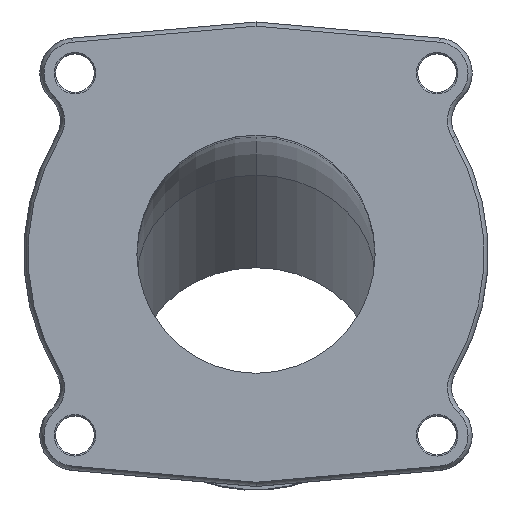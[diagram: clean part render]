
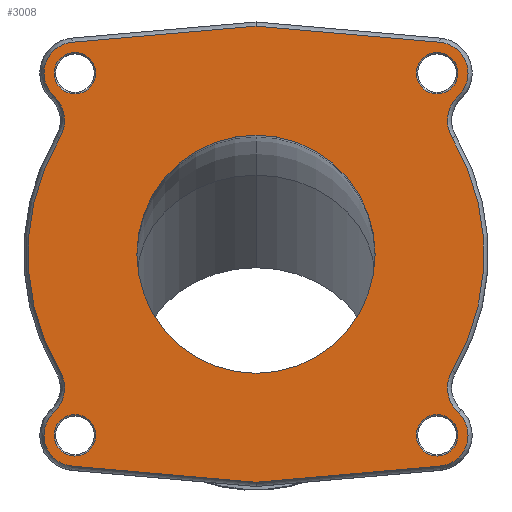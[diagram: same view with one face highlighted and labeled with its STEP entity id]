
A CAD part, top view. The second image highlights one B-rep face of the part: STEP entity #3008.
In plain terms, the highlighted planar face has unit normal (0, 0, 1).
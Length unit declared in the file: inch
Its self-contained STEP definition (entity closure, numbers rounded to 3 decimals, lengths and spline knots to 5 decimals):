
#41=CARTESIAN_POINT('',(0.,0.,-0.067));
#42=DIRECTION('',(0.,0.,-1.));
#43=DIRECTION('',(0.,1.,0.));
#44=AXIS2_PLACEMENT_3D('',#41,#42,#43);
#94=CARTESIAN_POINT('',(0.,0.,-0.067));
#95=DIRECTION('',(0.,0.,-1.));
#96=DIRECTION('',(0.,-1.,0.));
#97=AXIS2_PLACEMENT_3D('',#94,#95,#96);
#123=CARTESIAN_POINT('',(-1.90035,-1.90035,-0.067));
#124=DIRECTION('',(0.,0.,-1.));
#125=DIRECTION('',(1.,0.,0.));
#126=AXIS2_PLACEMENT_3D('',#123,#124,#125);
#128=CARTESIAN_POINT('',(-1.90035,-1.90035,-0.067));
#129=DIRECTION('',(0.,0.,-1.));
#130=DIRECTION('',(-1.,0.,0.));
#131=AXIS2_PLACEMENT_3D('',#128,#129,#130);
#133=CARTESIAN_POINT('',(1.90035,-1.90035,-0.067));
#134=DIRECTION('',(0.,0.,-1.));
#135=DIRECTION('',(1.,0.,0.));
#136=AXIS2_PLACEMENT_3D('',#133,#134,#135);
#138=CARTESIAN_POINT('',(1.90035,-1.90035,-0.067));
#139=DIRECTION('',(0.,0.,-1.));
#140=DIRECTION('',(-1.,0.,0.));
#141=AXIS2_PLACEMENT_3D('',#138,#139,#140);
#143=CARTESIAN_POINT('',(1.90035,1.90035,-0.067));
#144=DIRECTION('',(0.,0.,-1.));
#145=DIRECTION('',(-1.,0.,0.));
#146=AXIS2_PLACEMENT_3D('',#143,#144,#145);
#148=CARTESIAN_POINT('',(1.90035,1.90035,-0.067));
#149=DIRECTION('',(0.,0.,-1.));
#150=DIRECTION('',(1.,0.,0.));
#151=AXIS2_PLACEMENT_3D('',#148,#149,#150);
#153=CARTESIAN_POINT('',(-1.90035,1.90035,-0.067));
#154=DIRECTION('',(0.,0.,-1.));
#155=DIRECTION('',(-1.,0.,0.));
#156=AXIS2_PLACEMENT_3D('',#153,#154,#155);
#158=CARTESIAN_POINT('',(-1.90035,1.90035,-0.067));
#159=DIRECTION('',(0.,0.,-1.));
#160=DIRECTION('',(1.,0.,0.));
#161=AXIS2_PLACEMENT_3D('',#158,#159,#160);
#163=DIRECTION('',(0.996,0.087,0.));
#164=VECTOR('',#163,1.9361);
#165=CARTESIAN_POINT('',(0.,-2.39348,-0.067));
#166=LINE('',#165,#164);
#167=CARTESIAN_POINT('',(1.90035,-1.90035,-0.067));
#168=DIRECTION('',(0.,0.,1.));
#169=DIRECTION('',(0.087,-0.996,0.));
#170=AXIS2_PLACEMENT_3D('',#167,#168,#169);
#177=CARTESIAN_POINT('',(2.36582,-1.40192,-0.067));
#178=DIRECTION('',(0.,0.,1.));
#179=DIRECTION('',(-0.86,0.51,0.));
#180=AXIS2_PLACEMENT_3D('',#177,#178,#179);
#187=CARTESIAN_POINT('',(0.,0.,-0.067));
#188=DIRECTION('',(0.,0.,1.));
#189=DIRECTION('',(0.86,-0.51,0.));
#190=AXIS2_PLACEMENT_3D('',#187,#188,#189);
#197=CARTESIAN_POINT('',(2.36582,1.40192,-0.067));
#198=DIRECTION('',(0.,0.,1.));
#199=DIRECTION('',(-0.683,0.731,0.));
#200=AXIS2_PLACEMENT_3D('',#197,#198,#199);
#207=CARTESIAN_POINT('',(1.90035,1.90035,-0.067));
#208=DIRECTION('',(0.,0.,1.));
#209=DIRECTION('',(0.683,-0.731,0.));
#210=AXIS2_PLACEMENT_3D('',#207,#208,#209);
#217=DIRECTION('',(-0.996,0.087,0.));
#218=VECTOR('',#217,1.9361);
#219=CARTESIAN_POINT('',(1.92873,2.22474,-0.067));
#220=LINE('',#219,#218);
#233=DIRECTION('',(-0.996,-0.087,0.));
#234=VECTOR('',#233,1.9361);
#235=CARTESIAN_POINT('',(0.,2.39348,-0.067));
#236=LINE('',#235,#234);
#237=CARTESIAN_POINT('',(-1.90035,1.90035,-0.067));
#238=DIRECTION('',(0.,0.,1.));
#239=DIRECTION('',(-0.087,0.996,0.));
#240=AXIS2_PLACEMENT_3D('',#237,#238,#239);
#247=CARTESIAN_POINT('',(-2.36582,1.40192,-0.067));
#248=DIRECTION('',(0.,0.,1.));
#249=DIRECTION('',(0.86,-0.51,0.));
#250=AXIS2_PLACEMENT_3D('',#247,#248,#249);
#257=CARTESIAN_POINT('',(0.,0.,-0.067));
#258=DIRECTION('',(0.,0.,1.));
#259=DIRECTION('',(-0.86,0.51,0.));
#260=AXIS2_PLACEMENT_3D('',#257,#258,#259);
#267=CARTESIAN_POINT('',(-2.36582,-1.40192,-0.067));
#268=DIRECTION('',(0.,0.,1.));
#269=DIRECTION('',(0.683,-0.731,0.));
#270=AXIS2_PLACEMENT_3D('',#267,#268,#269);
#277=CARTESIAN_POINT('',(-1.90035,-1.90035,-0.067));
#278=DIRECTION('',(0.,0.,1.));
#279=DIRECTION('',(-0.683,0.731,0.));
#280=AXIS2_PLACEMENT_3D('',#277,#278,#279);
#287=DIRECTION('',(0.996,-0.087,0.));
#288=VECTOR('',#287,1.9361);
#289=CARTESIAN_POINT('',(-1.92873,-2.22474,-0.067));
#290=LINE('',#289,#288);
#2671=CARTESIAN_POINT('',(0.,-2.39348,-0.067));
#2672=CARTESIAN_POINT('',(1.92873,-2.22474,-0.067));
#2673=VERTEX_POINT('',#2671);
#2674=VERTEX_POINT('',#2672);
#2675=CARTESIAN_POINT('',(2.1226,-1.66236,-0.067));
#2676=VERTEX_POINT('',#2675);
#2677=CARTESIAN_POINT('',(2.05926,-1.22026,-0.067));
#2678=VERTEX_POINT('',#2677);
#2679=CARTESIAN_POINT('',(2.05926,1.22026,-0.067));
#2680=VERTEX_POINT('',#2679);
#2681=CARTESIAN_POINT('',(2.1226,1.66236,-0.067));
#2682=VERTEX_POINT('',#2681);
#2683=CARTESIAN_POINT('',(1.92873,2.22474,-0.067));
#2684=VERTEX_POINT('',#2683);
#2685=CARTESIAN_POINT('',(0.,2.39348,-0.067));
#2686=VERTEX_POINT('',#2685);
#2687=CARTESIAN_POINT('',(-1.92873,2.22474,-0.067));
#2688=VERTEX_POINT('',#2687);
#2689=CARTESIAN_POINT('',(-2.1226,1.66236,-0.067));
#2690=VERTEX_POINT('',#2689);
#2691=CARTESIAN_POINT('',(-2.05926,1.22026,-0.067));
#2692=VERTEX_POINT('',#2691);
#2693=CARTESIAN_POINT('',(-2.05926,-1.22026,-0.067));
#2694=VERTEX_POINT('',#2693);
#2695=CARTESIAN_POINT('',(-2.1226,-1.66236,-0.067));
#2696=VERTEX_POINT('',#2695);
#2697=CARTESIAN_POINT('',(-1.92873,-2.22474,-0.067));
#2698=VERTEX_POINT('',#2697);
#2699=CARTESIAN_POINT('',(0.,1.25,-0.067));
#2700=CARTESIAN_POINT('',(0.,-1.25,-0.067));
#2701=VERTEX_POINT('',#2699);
#2702=VERTEX_POINT('',#2700);
#2727=CARTESIAN_POINT('',(-1.68235,-1.90035,-0.067));
#2728=CARTESIAN_POINT('',(-2.11835,-1.90035,-0.067));
#2729=VERTEX_POINT('',#2727);
#2730=VERTEX_POINT('',#2728);
#2735=CARTESIAN_POINT('',(2.11835,-1.90035,-0.067));
#2736=CARTESIAN_POINT('',(1.68235,-1.90035,-0.067));
#2737=VERTEX_POINT('',#2735);
#2738=VERTEX_POINT('',#2736);
#2743=CARTESIAN_POINT('',(1.68235,1.90035,-0.067));
#2744=CARTESIAN_POINT('',(2.11835,1.90035,-0.067));
#2745=VERTEX_POINT('',#2743);
#2746=VERTEX_POINT('',#2744);
#2751=CARTESIAN_POINT('',(-2.11835,1.90035,-0.067));
#2752=CARTESIAN_POINT('',(-1.68235,1.90035,-0.067));
#2753=VERTEX_POINT('',#2751);
#2754=VERTEX_POINT('',#2752);
#2945=CARTESIAN_POINT('',(2.925,-2.4375,-0.067));
#2946=DIRECTION('',(0.,0.,-1.));
#2947=DIRECTION('',(0.,1.,0.));
#2948=AXIS2_PLACEMENT_3D('',#2945,#2946,#2947);
#2949=PLANE('',#2948);
#2951=ORIENTED_EDGE('',*,*,#2950,.F.);
#2953=ORIENTED_EDGE('',*,*,#2952,.F.);
#2955=ORIENTED_EDGE('',*,*,#2954,.F.);
#2957=ORIENTED_EDGE('',*,*,#2956,.T.);
#2959=ORIENTED_EDGE('',*,*,#2958,.F.);
#2961=ORIENTED_EDGE('',*,*,#2960,.T.);
#2963=ORIENTED_EDGE('',*,*,#2962,.F.);
#2965=ORIENTED_EDGE('',*,*,#2964,.F.);
#2967=ORIENTED_EDGE('',*,*,#2966,.F.);
#2969=ORIENTED_EDGE('',*,*,#2968,.F.);
#2971=ORIENTED_EDGE('',*,*,#2970,.T.);
#2973=ORIENTED_EDGE('',*,*,#2972,.F.);
#2975=ORIENTED_EDGE('',*,*,#2974,.T.);
#2977=ORIENTED_EDGE('',*,*,#2976,.F.);
#2978=EDGE_LOOP('',(#2951,#2953,#2955,#2957,#2959,#2961,#2963,#2965,#2967,#2969,
#2971,#2973,#2975,#2977));
#2979=FACE_OUTER_BOUND('',#2978,.F.);
#2980=ORIENTED_EDGE('',*,*,#2882,.F.);
#2981=ORIENTED_EDGE('',*,*,#2931,.F.);
#2982=EDGE_LOOP('',(#2980,#2981));
#2983=FACE_BOUND('',#2982,.F.);
#2985=ORIENTED_EDGE('',*,*,#2984,.F.);
#2987=ORIENTED_EDGE('',*,*,#2986,.F.);
#2988=EDGE_LOOP('',(#2985,#2987));
#2989=FACE_BOUND('',#2988,.F.);
#2991=ORIENTED_EDGE('',*,*,#2990,.F.);
#2993=ORIENTED_EDGE('',*,*,#2992,.F.);
#2994=EDGE_LOOP('',(#2991,#2993));
#2995=FACE_BOUND('',#2994,.F.);
#2997=ORIENTED_EDGE('',*,*,#2996,.F.);
#2999=ORIENTED_EDGE('',*,*,#2998,.F.);
#3000=EDGE_LOOP('',(#2997,#2999));
#3001=FACE_BOUND('',#3000,.F.);
#3003=ORIENTED_EDGE('',*,*,#3002,.F.);
#3005=ORIENTED_EDGE('',*,*,#3004,.F.);
#3006=EDGE_LOOP('',(#3003,#3005));
#3007=FACE_BOUND('',#3006,.F.);
#45=CIRCLE('',#44,1.25);
#98=CIRCLE('',#97,1.25);
#127=CIRCLE('',#126,0.218);
#132=CIRCLE('',#131,0.218);
#137=CIRCLE('',#136,0.218);
#142=CIRCLE('',#141,0.218);
#147=CIRCLE('',#146,0.218);
#152=CIRCLE('',#151,0.218);
#157=CIRCLE('',#156,0.218);
#162=CIRCLE('',#161,0.218);
#171=CIRCLE('',#170,0.32563);
#181=CIRCLE('',#180,0.35635);
#191=CIRCLE('',#190,2.39365);
#201=CIRCLE('',#200,0.35635);
#211=CIRCLE('',#210,0.32563);
#241=CIRCLE('',#240,0.32563);
#251=CIRCLE('',#250,0.35635);
#261=CIRCLE('',#260,2.39365);
#271=CIRCLE('',#270,0.35635);
#281=CIRCLE('',#280,0.32563);
#2882=EDGE_CURVE('',#2701,#2702,#45,.T.);
#2931=EDGE_CURVE('',#2702,#2701,#98,.T.);
#2950=EDGE_CURVE('',#2673,#2674,#166,.T.);
#2952=EDGE_CURVE('',#2698,#2673,#290,.T.);
#2954=EDGE_CURVE('',#2696,#2698,#281,.T.);
#2956=EDGE_CURVE('',#2696,#2694,#271,.T.);
#2958=EDGE_CURVE('',#2692,#2694,#261,.T.);
#2960=EDGE_CURVE('',#2692,#2690,#251,.T.);
#2962=EDGE_CURVE('',#2688,#2690,#241,.T.);
#2964=EDGE_CURVE('',#2686,#2688,#236,.T.);
#2966=EDGE_CURVE('',#2684,#2686,#220,.T.);
#2968=EDGE_CURVE('',#2682,#2684,#211,.T.);
#2970=EDGE_CURVE('',#2682,#2680,#201,.T.);
#2972=EDGE_CURVE('',#2678,#2680,#191,.T.);
#2974=EDGE_CURVE('',#2678,#2676,#181,.T.);
#2976=EDGE_CURVE('',#2674,#2676,#171,.T.);
#2984=EDGE_CURVE('',#2729,#2730,#127,.T.);
#2986=EDGE_CURVE('',#2730,#2729,#132,.T.);
#2990=EDGE_CURVE('',#2737,#2738,#137,.T.);
#2992=EDGE_CURVE('',#2738,#2737,#142,.T.);
#2996=EDGE_CURVE('',#2745,#2746,#147,.T.);
#2998=EDGE_CURVE('',#2746,#2745,#152,.T.);
#3002=EDGE_CURVE('',#2753,#2754,#157,.T.);
#3004=EDGE_CURVE('',#2754,#2753,#162,.T.);
#3008=ADVANCED_FACE('',(#2979,#2983,#2989,#2995,#3001,#3007),#2949,.F.);
